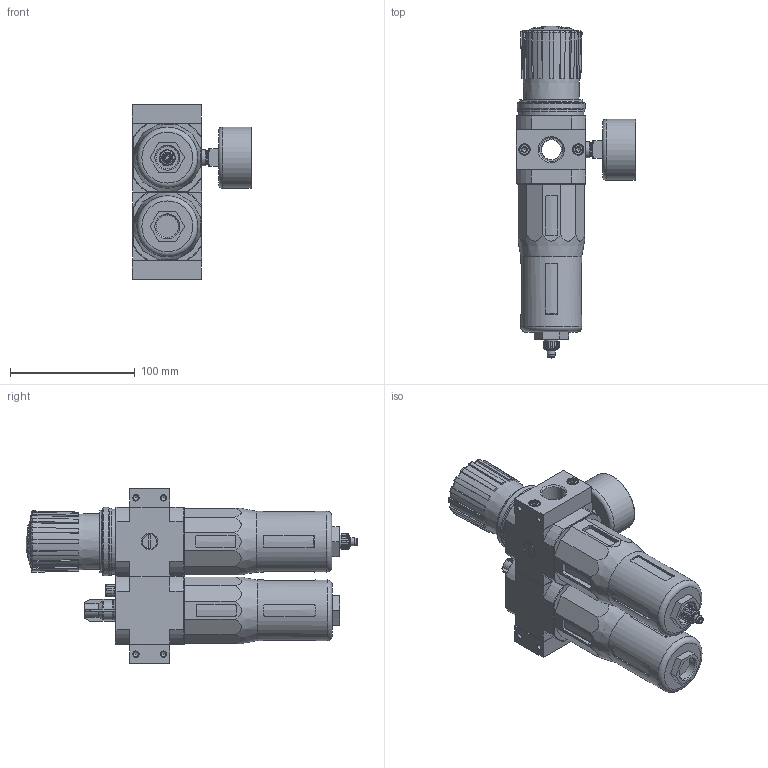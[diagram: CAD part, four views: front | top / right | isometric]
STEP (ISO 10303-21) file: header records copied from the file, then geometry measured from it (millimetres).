
FILE_DESCRIPTION(/* description */ (''),/* implementation_level */ '2;1');
FILE_NAME(/* name */ 'AGD-F-FRL04.stp',/* time_stamp */ '2017-11-14T08:45:00+01:00',/* author */ (''),/* organization */ (''),/* preprocessor_version */ 'ST-DEVELOPER v15.2',/* originating_system */ 'Autodesk Translator Framework v2.0.0.5431',/* authorisation */ '');
FILE_SCHEMA (('AUTOMOTIVE_DESIGN { 1 0 10303 214 3 1 1 }'));
Length unit declared in the file: centimetre
Products named in the file (1): (Unsaved)
Bounding box: 95.5 x 265.7 x 140 mm (x, y, z)
Volume: 973055.1 mm3; surface area: 164002.5 mm2
Topology: 14 solids, 15 shells, 956 faces, 2403 edges, 1536 vertices
Faces by surface type: plane 507, cylinder 196, cone 166, torus 76, bspline 6, sphere 5
Full cylindrical faces by diameter (mm): 3 x1, 3.2 x1, 3.6 x1, 3.7 x2, 3.8 x1, 4.134 x10, 4.8 x1, 4.9 x1, 5 x7, 5.6 x1, 6.3 x1, 6.4 x1, 6.8 x1, 7 x2, 7.1 x1, 8.5 x4, 9 x1, 9.4 x1, 9.5 x1, 9.6 x1, 10 x1, 11.2 x3, 11.445 x2, 12.6 x1, 13.157 x2, 16 x1, 16.4 x1, 18 x2, 18.631 x2, 24.9 x1
Entity records: 28913 total; most frequent: CARTESIAN_POINT 6944, DIRECTION 4583, ORIENTED_EDGE 4382, EDGE_CURVE 2191, AXIS2_PLACEMENT_3D 1844, VERTEX_POINT 1503, EDGE_LOOP 1264, ADVANCED_FACE 956
